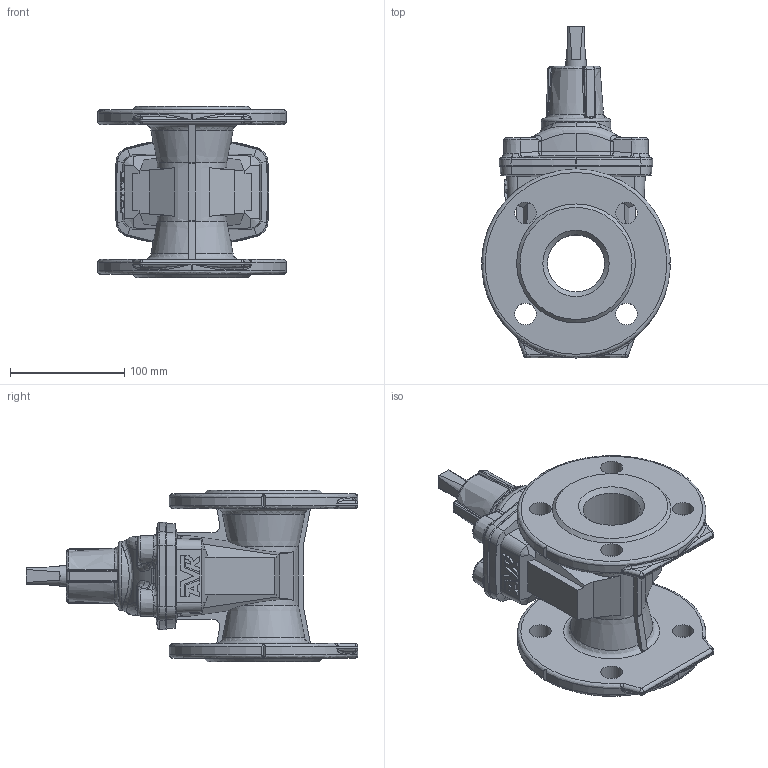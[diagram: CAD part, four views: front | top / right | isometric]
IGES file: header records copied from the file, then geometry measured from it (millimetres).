
Start section: SolidWorks IGES file using analytic representation for surfaces
Global section: file name: O_06_30_DN050_0146499_AA0.igs; native system: SolidWorks 2012; preprocessor: SolidWorks 2012; author: pbm; date: 171207.114453; units: millimetre
Bounding box: 164.97 x 290.3 x 150 mm (x, y, z)
Surface area: 192734.8 mm2 (no closed solid volume)
Topology: 0 solids, 0 shells, 476 faces, 2568 edges, 2511 vertices
Faces by surface type: bspline 272, revolution 204
